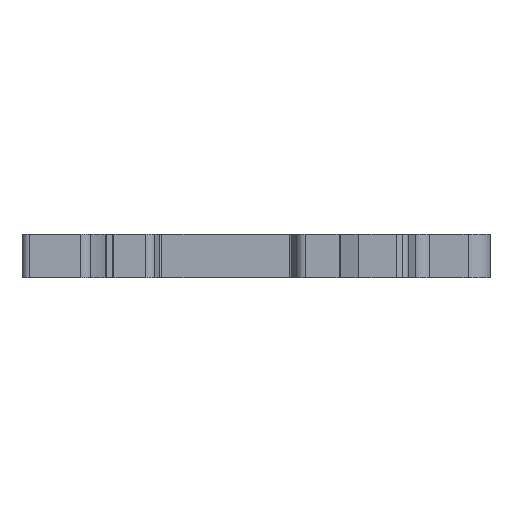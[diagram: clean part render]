
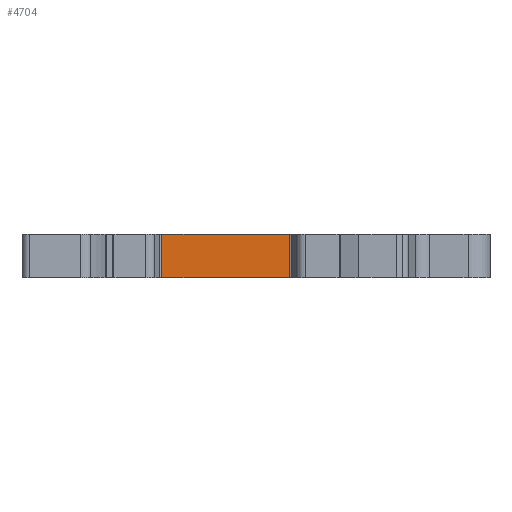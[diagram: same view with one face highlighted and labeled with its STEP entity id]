
A CAD part, front view. The second image highlights one B-rep face of the part: STEP entity #4704.
In plain terms, the highlighted planar face has unit normal (0, -1, 0).
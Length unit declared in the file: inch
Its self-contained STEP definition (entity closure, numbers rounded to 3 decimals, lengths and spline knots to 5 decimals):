
#328 = VECTOR ( 'NONE', #2058, 39.37008 ) ;
#707 = CARTESIAN_POINT ( 'NONE',  ( -0.34431, -0.83285, 0.11811 ) ) ;
#736 = VECTOR ( 'NONE', #6383, 39.37008 ) ;
#808 = CARTESIAN_POINT ( 'NONE',  ( 1.30505, -0.83285, 0.11811 ) ) ;
#1424 = DIRECTION ( 'NONE',  ( 1., 0., 0. ) ) ;
#1474 = ORIENTED_EDGE ( 'NONE', *, *, #5487, .F. ) ;
#1742 = EDGE_CURVE ( 'NONE', #5365, #3866, #2117, .T. ) ;
#2058 = DIRECTION ( 'NONE',  ( 0., 0., 1. ) ) ;
#2083 = CARTESIAN_POINT ( 'NONE',  ( -0.34431, -0.83285, 0.11811 ) ) ;
#2100 = EDGE_CURVE ( 'NONE', #5365, #4936, #5335, .T. ) ;
#2117 = LINE ( 'NONE', #2083, #328 ) ;
#2192 = ORIENTED_EDGE ( 'NONE', *, *, #2100, .T. ) ;
#2555 = DIRECTION ( 'NONE',  ( 0., 1., 0. ) ) ;
#2783 = CARTESIAN_POINT ( 'NONE',  ( 0.34434, -0.83285, -0.11811 ) ) ;
#3065 = VECTOR ( 'NONE', #1424, 39.37008 ) ;
#3218 = FACE_OUTER_BOUND ( 'NONE', #4717, .T. ) ;
#3541 = ORIENTED_EDGE ( 'NONE', *, *, #4008, .F. ) ;
#3583 = LINE ( 'NONE', #5907, #6717 ) ;
#3866 = VERTEX_POINT ( 'NONE', #4270 ) ;
#4008 = EDGE_CURVE ( 'NONE', #3866, #5651, #6192, .T. ) ;
#4138 = CARTESIAN_POINT ( 'NONE',  ( -0.34431, -0.83285, -0.11811 ) ) ;
#4270 = CARTESIAN_POINT ( 'NONE',  ( -0.34431, -0.83285, 0.11811 ) ) ;
#4704 = ADVANCED_FACE ( 'NONE', ( #3218 ), #6078, .F. ) ;
#4717 = EDGE_LOOP ( 'NONE', ( #1474, #3541, #5157, #2192 ) ) ;
#4936 = VERTEX_POINT ( 'NONE', #2783 ) ;
#5157 = ORIENTED_EDGE ( 'NONE', *, *, #1742, .F. ) ;
#5335 = LINE ( 'NONE', #4138, #736 ) ;
#5365 = VERTEX_POINT ( 'NONE', #5774 ) ;
#5487 = EDGE_CURVE ( 'NONE', #5651, #4936, #3583, .T. ) ;
#5529 = CARTESIAN_POINT ( 'NONE',  ( 0.34434, -0.83285, 0.11811 ) ) ;
#5651 = VERTEX_POINT ( 'NONE', #5529 ) ;
#5774 = CARTESIAN_POINT ( 'NONE',  ( -0.34431, -0.83285, -0.11811 ) ) ;
#5907 = CARTESIAN_POINT ( 'NONE',  ( 0.34434, -0.83285, 0.11811 ) ) ;
#6078 = PLANE ( 'NONE',  #6159 ) ;
#6159 = AXIS2_PLACEMENT_3D ( 'NONE', #707, #2555, #6671 ) ;
#6192 = LINE ( 'NONE', #808, #3065 ) ;
#6383 = DIRECTION ( 'NONE',  ( 1., 0., 0. ) ) ;
#6501 = DIRECTION ( 'NONE',  ( 0., 0., -1. ) ) ;
#6671 = DIRECTION ( 'NONE',  ( -1., 0., 0. ) ) ;
#6717 = VECTOR ( 'NONE', #6501, 39.37008 ) ;
